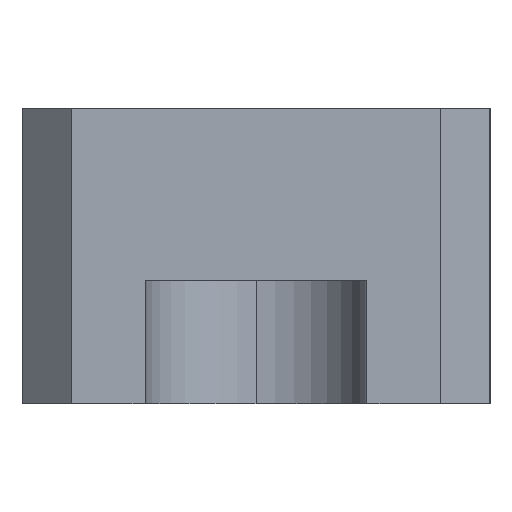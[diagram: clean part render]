
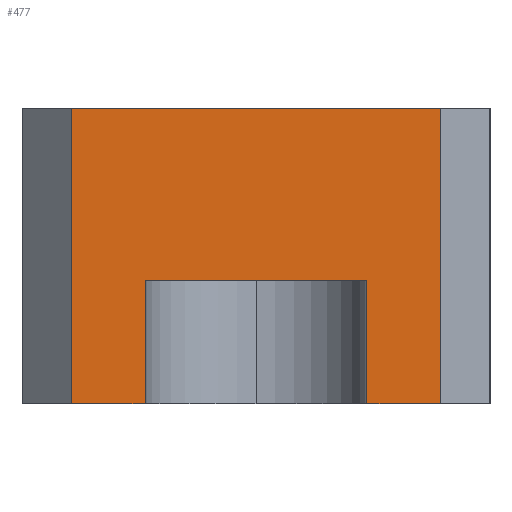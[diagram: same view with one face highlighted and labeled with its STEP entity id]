
A CAD part, left-side view. The second image highlights one B-rep face of the part: STEP entity #477.
In plain terms, the highlighted planar face has unit normal (-1, 0, 0).
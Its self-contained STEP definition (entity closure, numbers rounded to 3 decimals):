
#10 = AXIS2_PLACEMENT_3D ( 'NONE', #621, #319, #580 ) ;
#11 = EDGE_CURVE ( 'NONE', #679, #59, #232, .T. ) ;
#15 = LINE ( 'NONE', #615, #56 ) ;
#24 = DIRECTION ( 'NONE',  ( 0., -1., 0. ) ) ;
#26 = CARTESIAN_POINT ( 'NONE',  ( -38., -7.5, 0. ) ) ;
#38 = FACE_OUTER_BOUND ( 'NONE', #327, .T. ) ;
#42 = VECTOR ( 'NONE', #161, 1000. ) ;
#56 = VECTOR ( 'NONE', #664, 1000. ) ;
#59 = VERTEX_POINT ( 'NONE', #575 ) ;
#100 = VERTEX_POINT ( 'NONE', #206 ) ;
#101 = ORIENTED_EDGE ( 'NONE', *, *, #258, .F. ) ;
#105 = VERTEX_POINT ( 'NONE', #356 ) ;
#116 = EDGE_CURVE ( 'NONE', #679, #100, #404, .T. ) ;
#138 = VECTOR ( 'NONE', #569, 1000. ) ;
#154 = CARTESIAN_POINT ( 'NONE',  ( -38., -7.5, 0. ) ) ;
#159 = ORIENTED_EDGE ( 'NONE', *, *, #573, .F. ) ;
#161 = DIRECTION ( 'NONE',  ( 0., 0., -1. ) ) ;
#162 = EDGE_CURVE ( 'NONE', #59, #704, #620, .T. ) ;
#168 = CARTESIAN_POINT ( 'NONE',  ( -38., 4.5, 5. ) ) ;
#170 = VERTEX_POINT ( 'NONE', #570 ) ;
#175 = ORIENTED_EDGE ( 'NONE', *, *, #11, .F. ) ;
#185 = DIRECTION ( 'NONE',  ( 0., 0., -1. ) ) ;
#191 = EDGE_CURVE ( 'NONE', #100, #208, #227, .T. ) ;
#206 = CARTESIAN_POINT ( 'NONE',  ( -38., -4.5, 5. ) ) ;
#208 = VERTEX_POINT ( 'NONE', #601 ) ;
#213 = CARTESIAN_POINT ( 'NONE',  ( -38., 7.5, 0. ) ) ;
#215 = DIRECTION ( 'NONE',  ( 0., 0., -1. ) ) ;
#227 = LINE ( 'NONE', #584, #646 ) ;
#232 = LINE ( 'NONE', #558, #382 ) ;
#257 = DIRECTION ( 'NONE',  ( 0., 0., -1. ) ) ;
#258 = EDGE_CURVE ( 'NONE', #105, #636, #650, .T. ) ;
#310 = LINE ( 'NONE', #516, #412 ) ;
#316 = EDGE_CURVE ( 'NONE', #105, #170, #15, .T. ) ;
#318 = ORIENTED_EDGE ( 'NONE', *, *, #316, .T. ) ;
#319 = DIRECTION ( 'NONE',  ( -1., 0., 0. ) ) ;
#322 = ORIENTED_EDGE ( 'NONE', *, *, #162, .F. ) ;
#327 = EDGE_LOOP ( 'NONE', ( #606, #547, #159, #101, #318, #627, #322, #175 ) ) ;
#356 = CARTESIAN_POINT ( 'NONE',  ( -38., -7.5, 12. ) ) ;
#369 = PLANE ( 'NONE',  #10 ) ;
#376 = CARTESIAN_POINT ( 'NONE',  ( -38., -7.5, 0. ) ) ;
#382 = VECTOR ( 'NONE', #185, 1000. ) ;
#404 = LINE ( 'NONE', #463, #598 ) ;
#412 = VECTOR ( 'NONE', #257, 1000. ) ;
#463 = CARTESIAN_POINT ( 'NONE',  ( -38., -7.5, 5. ) ) ;
#477 = ADVANCED_FACE ( 'NONE', ( #38 ), #369, .T. ) ;
#516 = CARTESIAN_POINT ( 'NONE',  ( -38., 7.5, 12. ) ) ;
#547 = ORIENTED_EDGE ( 'NONE', *, *, #191, .T. ) ;
#549 = CARTESIAN_POINT ( 'NONE',  ( -38., -7.5, 12. ) ) ;
#558 = CARTESIAN_POINT ( 'NONE',  ( -38., 4.5, 12. ) ) ;
#569 = DIRECTION ( 'NONE',  ( 0., 1., 0. ) ) ;
#570 = CARTESIAN_POINT ( 'NONE',  ( -38., 7.5, 12. ) ) ;
#573 = EDGE_CURVE ( 'NONE', #636, #208, #637, .T. ) ;
#575 = CARTESIAN_POINT ( 'NONE',  ( -38., 4.5, 0. ) ) ;
#577 = VECTOR ( 'NONE', #685, 1000. ) ;
#580 = DIRECTION ( 'NONE',  ( 0., 0., -1. ) ) ;
#584 = CARTESIAN_POINT ( 'NONE',  ( -38., -4.5, 12. ) ) ;
#594 = EDGE_CURVE ( 'NONE', #170, #704, #310, .T. ) ;
#598 = VECTOR ( 'NONE', #24, 1000. ) ;
#601 = CARTESIAN_POINT ( 'NONE',  ( -38., -4.5, 0. ) ) ;
#606 = ORIENTED_EDGE ( 'NONE', *, *, #116, .T. ) ;
#615 = CARTESIAN_POINT ( 'NONE',  ( -38., -7.5, 12. ) ) ;
#620 = LINE ( 'NONE', #26, #577 ) ;
#621 = CARTESIAN_POINT ( 'NONE',  ( -38., -7.5, 12. ) ) ;
#627 = ORIENTED_EDGE ( 'NONE', *, *, #594, .T. ) ;
#636 = VERTEX_POINT ( 'NONE', #376 ) ;
#637 = LINE ( 'NONE', #154, #138 ) ;
#646 = VECTOR ( 'NONE', #215, 1000. ) ;
#650 = LINE ( 'NONE', #549, #42 ) ;
#664 = DIRECTION ( 'NONE',  ( 0., 1., 0. ) ) ;
#679 = VERTEX_POINT ( 'NONE', #168 ) ;
#685 = DIRECTION ( 'NONE',  ( 0., 1., 0. ) ) ;
#704 = VERTEX_POINT ( 'NONE', #213 ) ;
